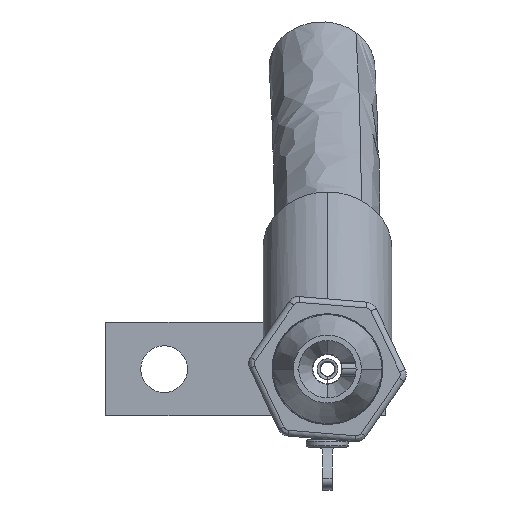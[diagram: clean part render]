
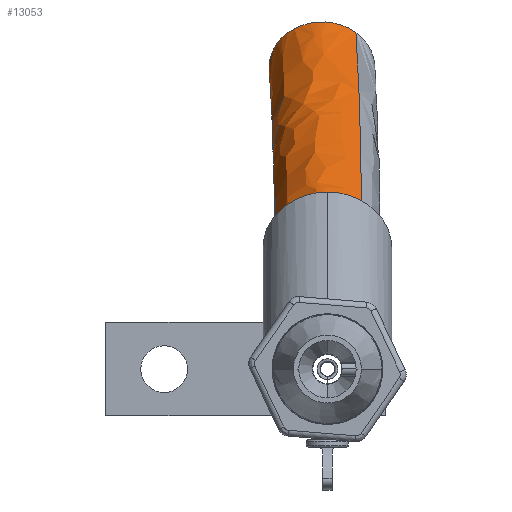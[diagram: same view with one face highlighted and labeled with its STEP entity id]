
A CAD part, front view. The second image highlights one B-rep face of the part: STEP entity #13053.
In plain terms, the highlighted free-form (B-spline) face has degree [3, 3] with [4, 4] control points.
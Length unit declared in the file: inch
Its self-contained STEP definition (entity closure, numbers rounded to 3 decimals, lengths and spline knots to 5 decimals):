
#170 = CARTESIAN_POINT ( 'NONE',  ( -1.19339, -0.10795, 0.83928 ) ) ;
#373 = FACE_OUTER_BOUND ( 'NONE', #16839, .T. ) ;
#439 = CARTESIAN_POINT ( 'NONE',  ( -0.5813, 2.32677, 1.91671 ) ) ;
#672 = CARTESIAN_POINT ( 'NONE',  ( -0.55308, 2.46366, 1.6796 ) ) ;
#786 = CARTESIAN_POINT ( 'NONE',  ( -0.05098, 2.08348, 2.33809 ) ) ;
#840 = CARTESIAN_POINT ( 'NONE',  ( 0.07885, 2.08685, 2.33227 ) ) ;
#892 = CARTESIAN_POINT ( 'NONE',  ( -0.50787, 2.22241, 2.09746 ) ) ;
#1258 = AXIS2_PLACEMENT_3D ( 'NONE', #18218, #18190, #18174 ) ;
#1561 = CARTESIAN_POINT ( 'NONE',  ( -0.38491, 2.60521, 1.48221 ) ) ;
#1902 = CARTESIAN_POINT ( 'NONE',  ( 0.22005, 2.10952, 2.293 ) ) ;
#2083 = CARTESIAN_POINT ( 'NONE',  ( -0.5591, 2.45491, 1.69475 ) ) ;
#2191 = CARTESIAN_POINT ( 'NONE',  ( -0.03243, 2.08311, 2.33874 ) ) ;
#2246 = CARTESIAN_POINT ( 'NONE',  ( -0.28196, 2.11495, 2.28359 ) ) ;
#2309 = CARTESIAN_POINT ( 'NONE',  ( -0.5707, 2.2994, 1.96411 ) ) ;
#2871 = CARTESIAN_POINT ( 'NONE',  ( 0.3446, 2.14932, 2.22406 ) ) ;
#2925 = CARTESIAN_POINT ( 'NONE',  ( 0.38294, 1.02154, 1.62576 ) ) ;
#2990 = CARTESIAN_POINT ( 'NONE',  ( -0.32476, 0.25606, 0.2088 ) ) ;
#3313 = VERTEX_POINT ( 'NONE', #14136 ) ;
#3427 = CARTESIAN_POINT ( 'NONE',  ( -0.5814, 2.41008, 1.77241 ) ) ;
#3485 = CIRCLE ( 'NONE', #1258, 85.80585 ) ;
#3489 = CARTESIAN_POINT ( 'NONE',  ( -0.48552, 2.52969, 1.56525 ) ) ;
#3600 = CARTESIAN_POINT ( 'NONE',  ( -0.19623, 2.0972, 2.31434 ) ) ;
#3650 = CARTESIAN_POINT ( 'NONE',  ( -0.31386, 2.12428, 2.26742 ) ) ;
#3710 = CARTESIAN_POINT ( 'NONE',  ( -0.56592, 2.29032, 1.97985 ) ) ;
#3771 = ORIENTED_EDGE ( 'NONE', *, *, #5621, .T. ) ;
#4281 = CARTESIAN_POINT ( 'NONE',  ( 0.34231, 2.21721, 2.26011 ) ) ;
#4343 = CARTESIAN_POINT ( 'NONE',  ( 0.40326, -1.33568, 0.29281 ) ) ;
#4767 = CARTESIAN_POINT ( 'NONE',  ( -0.3842, 2.58409, 1.47101 ) ) ;
#5031 = CARTESIAN_POINT ( 'NONE',  ( -0.21397, 2.10027, 2.30901 ) ) ;
#5085 = CARTESIAN_POINT ( 'NONE',  ( 0.18582, 2.10222, 2.30564 ) ) ;
#5477 = B_SPLINE_CURVE_WITH_KNOTS ( 'NONE', 3,
 ( #13233, #17522, #15910, #14663, #1902, #5085, #8085, #6597, #840, #17812, #7967, #2191, #786, #17751, #16346, #3600, #5031, #6535, #2246, #3650, #12191, #10797, #9414, #8029, #15068, #13651, #17349, #892, #17866, #9472, #3710, #2309, #10851, #439, #17408, #11971, #3427, #12030, #2083, #672, #9231, #7853, #10628, #3489, #8866, #18370, #18359 ),
 .UNSPECIFIED., .F., .F.,
 ( 4, 2, 2, 2, 2, 2, 2, 2, 2, 1, 2, 2, 2, 2, 2, 2, 2, 2, 2, 2, 2, 2, 2, 4 ),
 ( 0., 0.00281, 0.00422, 0.00563, 0.00844, 0.00985, 0.01125, 0.01407, 0.01547, 0.01688, 0.01829, 0.01969, 0.02251, 0.02392, 0.02532, 0.02814, 0.02954, 0.03095, 0.03376, 0.03658, 0.03798, 0.03939, 0.0422, 0.04502 ),
 .UNSPECIFIED. ) ;
#5621 = EDGE_CURVE ( 'NONE', #7712, #10397, #5477, .T. ) ;
#5651 = EDGE_CURVE ( 'NONE', #10397, #13086, #3485, .T. ) ;
#5675 = EDGE_CURVE ( 'NONE', #13086, #3313, #5853, .T. ) ;
#5681 = EDGE_CURVE ( 'NONE', #7712, #3313, #13828, .T. ) ;
#5693 = ORIENTED_EDGE ( 'NONE', *, *, #5651, .T. ) ;
#5807 = CARTESIAN_POINT ( 'NONE',  ( -0.48569, 0.65753, 2.25625 ) ) ;
#5853 = CIRCLE ( 'NONE', #7704, 0.56668 ) ;
#6535 = CARTESIAN_POINT ( 'NONE',  ( -0.24839, 2.10721, 2.297 ) ) ;
#6597 = CARTESIAN_POINT ( 'NONE',  ( 0.115, 2.09062, 2.32573 ) ) ;
#7302 = CARTESIAN_POINT ( 'NONE',  ( -0.46537, -1.69969, 0.9233 ) ) ;
#7704 = AXIS2_PLACEMENT_3D ( 'NONE', #18132, #18098, #18059 ) ;
#7712 = VERTEX_POINT ( 'NONE', #2871 ) ;
#7853 = CARTESIAN_POINT ( 'NONE',  ( -0.53142, 2.48947, 1.6349 ) ) ;
#7967 = CARTESIAN_POINT ( 'NONE',  ( 0.00494, 2.08329, 2.33843 ) ) ;
#8008 =( BOUNDED_SURFACE ( )  B_SPLINE_SURFACE ( 3, 3, ( 
 ( #4281, #2925, #12887, #4343 ),
 ( #14340, #5807, #15708, #7302 ),
 ( #17147, #8731, #170, #10138 ),
 ( #1561, #11527, #2990, #12951 ) ),
 .UNSPECIFIED., .F., .F., .F. ) 
 B_SPLINE_SURFACE_WITH_KNOTS ( ( 4, 4 ),
 ( 4, 4 ),
 ( 0., 1. ),
 ( 0., 1. ),
 .UNSPECIFIED. ) 
 GEOMETRIC_REPRESENTATION_ITEM ( )  RATIONAL_B_SPLINE_SURFACE ( (
 ( 1., 1., 1., 1.),
 ( 0.333, 0.333, 0.333, 0.333),
 ( 0.333, 0.333, 0.333, 0.333),
 ( 1., 1., 1., 1.) ) ) 
 REPRESENTATION_ITEM ( '' )  SURFACE ( )  );
#8029 = CARTESIAN_POINT ( 'NONE',  ( -0.4301, 2.1704, 2.18755 ) ) ;
#8085 = CARTESIAN_POINT ( 'NONE',  ( 0.16818, 2.09897, 2.31127 ) ) ;
#8731 = CARTESIAN_POINT ( 'NONE',  ( -1.21344, 1.06112, 1.48662 ) ) ;
#8866 = CARTESIAN_POINT ( 'NONE',  ( -0.43921, 2.55859, 1.51519 ) ) ;
#9231 = CARTESIAN_POINT ( 'NONE',  ( -0.53926, 2.48093, 1.6497 ) ) ;
#9414 = CARTESIAN_POINT ( 'NONE',  ( -0.40372, 2.15746, 2.20996 ) ) ;
#9472 = CARTESIAN_POINT ( 'NONE',  ( -0.54913, 2.26376, 2.02584 ) ) ;
#10138 = CARTESIAN_POINT ( 'NONE',  ( -1.19339, -1.26538, 0.17104 ) ) ;
#10397 = VERTEX_POINT ( 'NONE', #4767 ) ;
#10628 = CARTESIAN_POINT ( 'NONE',  ( -0.50569, 2.51422, 1.59204 ) ) ;
#10797 = CARTESIAN_POINT ( 'NONE',  ( -0.3601, 2.13993, 2.24032 ) ) ;
#10851 = CARTESIAN_POINT ( 'NONE',  ( -0.57838, 2.31762, 1.93255 ) ) ;
#11527 = CARTESIAN_POINT ( 'NONE',  ( -0.34482, 1.42513, 0.85613 ) ) ;
#11580 = AXIS2_PLACEMENT_3D ( 'NONE', #17320, #17300, #17257 ) ;
#11971 = CARTESIAN_POINT ( 'NONE',  ( -0.58785, 2.37281, 1.83697 ) ) ;
#12030 = CARTESIAN_POINT ( 'NONE',  ( -0.57455, 2.42832, 1.74082 ) ) ;
#12191 = CARTESIAN_POINT ( 'NONE',  ( -0.34492, 2.13443, 2.24986 ) ) ;
#12887 = CARTESIAN_POINT ( 'NONE',  ( 0.40326, -0.16297, 0.96988 ) ) ;
#12951 = CARTESIAN_POINT ( 'NONE',  ( -0.32476, -0.90137, -0.45944 ) ) ;
#13053 = ADVANCED_FACE ( 'NONE', ( #373 ), #8008, .T. ) ;
#13086 = VERTEX_POINT ( 'NONE', #15766 ) ;
#13233 = CARTESIAN_POINT ( 'NONE',  ( 0.3446, 2.14932, 2.22406 ) ) ;
#13651 = CARTESIAN_POINT ( 'NONE',  ( -0.47698, 2.19903, 2.13796 ) ) ;
#13828 = CIRCLE ( 'NONE', #11580, 86.93922 ) ;
#14136 = CARTESIAN_POINT ( 'NONE',  ( 0.40326, -1.33568, 0.29281 ) ) ;
#14151 = ORIENTED_EDGE ( 'NONE', *, *, #5675, .T. ) ;
#14340 = CARTESIAN_POINT ( 'NONE',  ( -0.52631, 1.8532, 2.89059 ) ) ;
#14663 = CARTESIAN_POINT ( 'NONE',  ( 0.23671, 2.11356, 2.28599 ) ) ;
#15068 = CARTESIAN_POINT ( 'NONE',  ( -0.46576, 2.19164, 2.15076 ) ) ;
#15708 = CARTESIAN_POINT ( 'NONE',  ( -0.46537, -0.52698, 1.60036 ) ) ;
#15766 = CARTESIAN_POINT ( 'NONE',  ( -0.32476, -0.90137, -0.45944 ) ) ;
#15910 = CARTESIAN_POINT ( 'NONE',  ( 0.2853, 2.12687, 2.26294 ) ) ;
#16346 = CARTESIAN_POINT ( 'NONE',  ( -0.14256, 2.08935, 2.32793 ) ) ;
#16839 = EDGE_LOOP ( 'NONE', ( #3771, #5693, #14151, #16914 ) ) ;
#16914 = ORIENTED_EDGE ( 'NONE', *, *, #5681, .F. ) ;
#17147 = CARTESIAN_POINT ( 'NONE',  ( -1.25354, 2.2412, 2.1127 ) ) ;
#17257 = DIRECTION ( 'NONE',  ( -0.642, 0.383, -0.664 ) ) ;
#17300 = DIRECTION ( 'NONE',  ( 0.766, 0.321, -0.556 ) ) ;
#17320 = CARTESIAN_POINT ( 'NONE',  ( -55.44229, 31.97987, -57.41141 ) ) ;
#17349 = CARTESIAN_POINT ( 'NONE',  ( -0.49807, 2.21444, 2.11127 ) ) ;
#17408 = CARTESIAN_POINT ( 'NONE',  ( -0.58737, 2.35431, 1.869 ) ) ;
#17522 = CARTESIAN_POINT ( 'NONE',  ( 0.31589, 2.13729, 2.2449 ) ) ;
#17751 = CARTESIAN_POINT ( 'NONE',  ( -0.10624, 2.08594, 2.33384 ) ) ;
#17812 = CARTESIAN_POINT ( 'NONE',  ( 0.0236, 2.08384, 2.33747 ) ) ;
#17866 = CARTESIAN_POINT ( 'NONE',  ( -0.5346, 2.24679, 2.05524 ) ) ;
#18059 = DIRECTION ( 'NONE',  ( 0.642, -0.383, 0.664 ) ) ;
#18098 = DIRECTION ( 'NONE',  ( 0., 0.866, 0.5 ) ) ;
#18132 = CARTESIAN_POINT ( 'NONE',  ( 0.03925, -1.11852, -0.08331 ) ) ;
#18174 = DIRECTION ( 'NONE',  ( -0.642, 0.383, -0.664 ) ) ;
#18190 = DIRECTION ( 'NONE',  ( 0.766, 0.321, -0.556 ) ) ;
#18218 = CARTESIAN_POINT ( 'NONE',  ( -55.44229, 31.97987, -57.41141 ) ) ;
#18359 = CARTESIAN_POINT ( 'NONE',  ( -0.3842, 2.58409, 1.47101 ) ) ;
#18370 = CARTESIAN_POINT ( 'NONE',  ( -0.4129, 2.57206, 1.49184 ) ) ;
